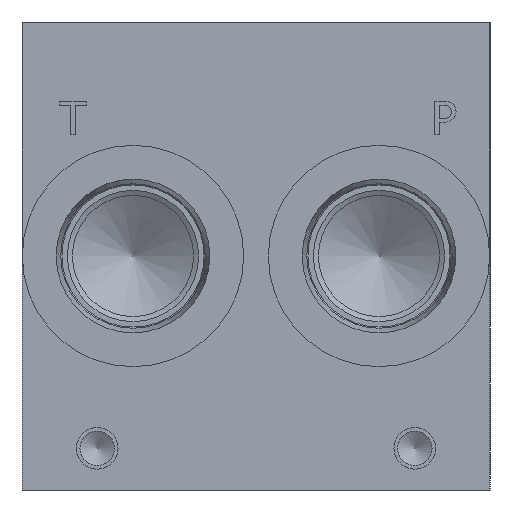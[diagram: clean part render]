
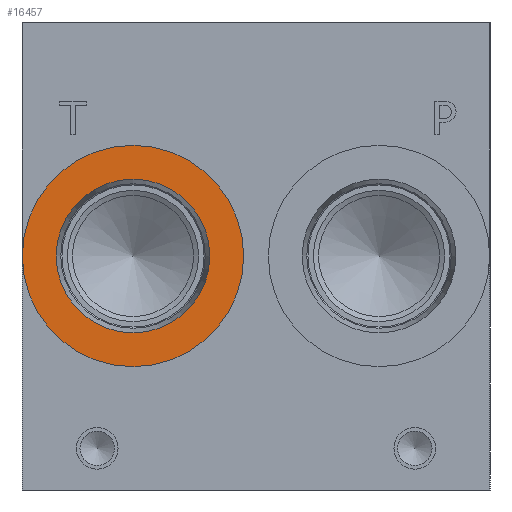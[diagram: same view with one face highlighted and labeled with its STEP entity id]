
A CAD part, left-side view. The second image highlights one B-rep face of the part: STEP entity #16457.
In plain terms, the highlighted planar face has unit normal (-1, 0, 0).
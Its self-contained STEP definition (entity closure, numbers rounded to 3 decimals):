
#298=CIRCLE('',#17219,21.019);
#299=CIRCLE('',#17220,21.019);
#300=CIRCLE('',#17222,14.592);
#301=CIRCLE('',#17223,14.592);
#675=FACE_BOUND('',#2976,.T.);
#2038=FACE_OUTER_BOUND('',#2975,.T.);
#2975=EDGE_LOOP('',(#13775,#13776));
#2976=EDGE_LOOP('',(#13777,#13778));
#7451=VERTEX_POINT('',#27819);
#7452=VERTEX_POINT('',#27821);
#7453=VERTEX_POINT('',#27825);
#7454=VERTEX_POINT('',#27826);
#9647=EDGE_CURVE('',#7451,#7452,#298,.T.);
#9648=EDGE_CURVE('',#7452,#7451,#299,.T.);
#9649=EDGE_CURVE('',#7453,#7454,#300,.T.);
#9650=EDGE_CURVE('',#7454,#7453,#301,.T.);
#13775=ORIENTED_EDGE('',*,*,#9648,.F.);
#13776=ORIENTED_EDGE('',*,*,#9647,.F.);
#13777=ORIENTED_EDGE('',*,*,#9649,.T.);
#13778=ORIENTED_EDGE('',*,*,#9650,.T.);
#15136=PLANE('',#17221);
#16457=ADVANCED_FACE('',(#2038,#675),#15136,.F.);
#17219=AXIS2_PLACEMENT_3D('',#27822,#20170,#20171);
#17220=AXIS2_PLACEMENT_3D('',#27823,#20172,#20173);
#17221=AXIS2_PLACEMENT_3D('',#27824,#20174,#20175);
#17222=AXIS2_PLACEMENT_3D('',#27827,#20176,#20177);
#17223=AXIS2_PLACEMENT_3D('',#27828,#20178,#20179);
#20170=DIRECTION('center_axis',(1.,0.,0.));
#20171=DIRECTION('ref_axis',(0.,0.,-1.));
#20172=DIRECTION('center_axis',(1.,0.,0.));
#20173=DIRECTION('ref_axis',(0.,0.,-1.));
#20174=DIRECTION('center_axis',(1.,0.,0.));
#20175=DIRECTION('ref_axis',(0.,0.,-1.));
#20176=DIRECTION('center_axis',(1.,0.,0.));
#20177=DIRECTION('ref_axis',(0.,0.,-1.));
#20178=DIRECTION('center_axis',(1.,0.,0.));
#20179=DIRECTION('ref_axis',(0.,0.,-1.));
#27819=CARTESIAN_POINT('',(0.787,67.818,23.432));
#27821=CARTESIAN_POINT('',(0.787,67.818,65.469));
#27822=CARTESIAN_POINT('Origin',(0.787,67.818,44.45));
#27823=CARTESIAN_POINT('Origin',(0.787,67.818,44.45));
#27824=CARTESIAN_POINT('Origin',(0.787,67.818,59.042));
#27825=CARTESIAN_POINT('',(0.787,67.818,59.042));
#27826=CARTESIAN_POINT('',(0.787,67.818,29.858));
#27827=CARTESIAN_POINT('Origin',(0.787,67.818,44.45));
#27828=CARTESIAN_POINT('Origin',(0.787,67.818,44.45));
